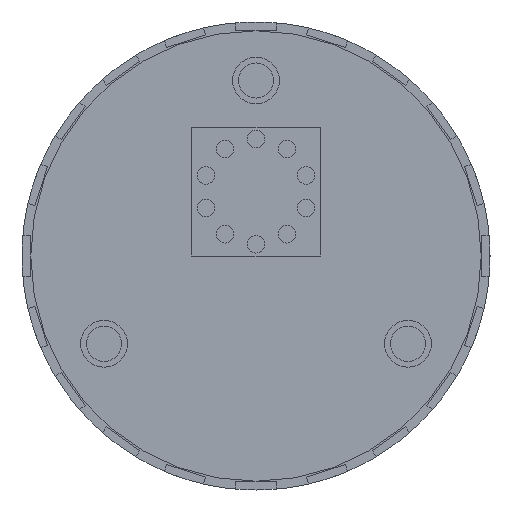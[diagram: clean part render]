
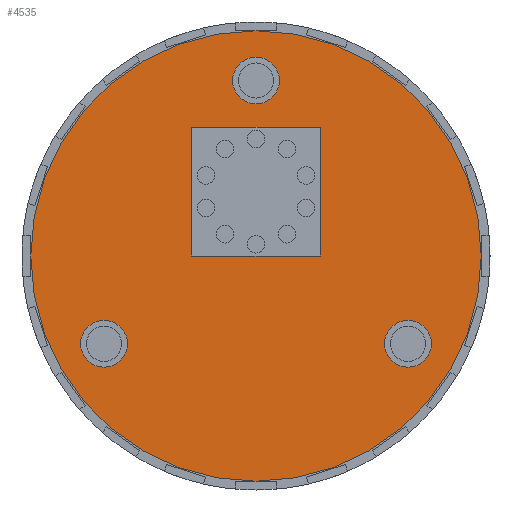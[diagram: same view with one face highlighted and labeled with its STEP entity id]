
A CAD part, front view. The second image highlights one B-rep face of the part: STEP entity #4535.
In plain terms, the highlighted planar face has unit normal (0, -1, 0).
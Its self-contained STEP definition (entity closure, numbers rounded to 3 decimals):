
#1 = CARTESIAN_POINT ( 'NONE',  ( -12.99, 0., -7.5 ) ) ;
#4 = EDGE_CURVE ( 'NONE', #4912, #4669, #6115, .T. ) ;
#6 = EDGE_CURVE ( 'NONE', #1192, #5560, #2162, .T. ) ;
#30 = ORIENTED_EDGE ( 'NONE', *, *, #2473, .F. ) ;
#68 = DIRECTION ( 'NONE',  ( 0., 0., -1. ) ) ;
#106 = ORIENTED_EDGE ( 'NONE', *, *, #2308, .F. ) ;
#132 = DIRECTION ( 'NONE',  ( 0., -1., 0. ) ) ;
#138 = VECTOR ( 'NONE', #6406, 1000. ) ;
#191 = CARTESIAN_POINT ( 'NONE',  ( 0., 0., 15. ) ) ;
#198 = EDGE_CURVE ( 'NONE', #5560, #1192, #3433, .T. ) ;
#249 = DIRECTION ( 'NONE',  ( 0., 0., -1. ) ) ;
#331 = ORIENTED_EDGE ( 'NONE', *, *, #6, .F. ) ;
#430 = VERTEX_POINT ( 'NONE', #3686 ) ;
#467 = CIRCLE ( 'NONE', #3875, 2. ) ;
#470 = CARTESIAN_POINT ( 'NONE',  ( 12.99, 0., -5.5 ) ) ;
#519 = DIRECTION ( 'NONE',  ( 0., -1., 0. ) ) ;
#600 = FACE_BOUND ( 'NONE', #4549, .T. ) ;
#618 = DIRECTION ( 'NONE',  ( 0., 1., 0. ) ) ;
#661 = DIRECTION ( 'NONE',  ( 0., 0., -1. ) ) ;
#705 = DIRECTION ( 'NONE',  ( 0., 0., -1. ) ) ;
#785 = VERTEX_POINT ( 'NONE', #2188 ) ;
#828 = AXIS2_PLACEMENT_3D ( 'NONE', #191, #3809, #705 ) ;
#834 = CARTESIAN_POINT ( 'NONE',  ( -5.5, 0., 11. ) ) ;
#909 = EDGE_CURVE ( 'NONE', #430, #3451, #3612, .T. ) ;
#1007 = VECTOR ( 'NONE', #5042, 1000. ) ;
#1112 = ORIENTED_EDGE ( 'NONE', *, *, #3239, .F. ) ;
#1192 = VERTEX_POINT ( 'NONE', #4621 ) ;
#1239 = EDGE_CURVE ( 'NONE', #785, #4352, #2568, .T. ) ;
#1404 = EDGE_LOOP ( 'NONE', ( #331, #5513 ) ) ;
#1486 = EDGE_LOOP ( 'NONE', ( #106, #1793 ) ) ;
#1627 = DIRECTION ( 'NONE',  ( 0., 0., 1. ) ) ;
#1716 = CARTESIAN_POINT ( 'NONE',  ( -5.5, 0., 11. ) ) ;
#1759 = CARTESIAN_POINT ( 'NONE',  ( -12.99, 0., -9.5 ) ) ;
#1793 = ORIENTED_EDGE ( 'NONE', *, *, #909, .F. ) ;
#1905 = DIRECTION ( 'NONE',  ( 0., 1., 0. ) ) ;
#1925 = CARTESIAN_POINT ( 'NONE',  ( 0., 0., 0. ) ) ;
#2162 = CIRCLE ( 'NONE', #4718, 19.25 ) ;
#2166 = CARTESIAN_POINT ( 'NONE',  ( 0., 0., 0. ) ) ;
#2175 = LINE ( 'NONE', #1716, #3367 ) ;
#2188 = CARTESIAN_POINT ( 'NONE',  ( 12.99, 0., -9.5 ) ) ;
#2235 = CARTESIAN_POINT ( 'NONE',  ( -5.5, 0., 11. ) ) ;
#2300 = CARTESIAN_POINT ( 'NONE',  ( 5.5, 0., 11. ) ) ;
#2308 = EDGE_CURVE ( 'NONE', #3451, #430, #6058, .T. ) ;
#2369 = ORIENTED_EDGE ( 'NONE', *, *, #4280, .F. ) ;
#2393 = LINE ( 'NONE', #5015, #1007 ) ;
#2439 = CARTESIAN_POINT ( 'NONE',  ( -12.99, 0., -5.5 ) ) ;
#2473 = EDGE_CURVE ( 'NONE', #4778, #3246, #5245, .T. ) ;
#2512 = VECTOR ( 'NONE', #4462, 1000. ) ;
#2568 = CIRCLE ( 'NONE', #5702, 2. ) ;
#2679 = PLANE ( 'NONE',  #6056 ) ;
#2694 = EDGE_LOOP ( 'NONE', ( #3857, #3876 ) ) ;
#2809 = DIRECTION ( 'NONE',  ( 0., -1., 0. ) ) ;
#2835 = ORIENTED_EDGE ( 'NONE', *, *, #3717, .F. ) ;
#2899 = CARTESIAN_POINT ( 'NONE',  ( -12.99, 0., -7.5 ) ) ;
#3197 = AXIS2_PLACEMENT_3D ( 'NONE', #1925, #1905, #1627 ) ;
#3239 = EDGE_CURVE ( 'NONE', #3246, #6201, #2175, .T. ) ;
#3246 = VERTEX_POINT ( 'NONE', #2235 ) ;
#3337 = DIRECTION ( 'NONE',  ( 0., -1., 0. ) ) ;
#3367 = VECTOR ( 'NONE', #661, 1000. ) ;
#3391 = AXIS2_PLACEMENT_3D ( 'NONE', #6449, #3337, #249 ) ;
#3410 = DIRECTION ( 'NONE',  ( 0., 0., -1. ) ) ;
#3433 = CIRCLE ( 'NONE', #3197, 19.25 ) ;
#3451 = VERTEX_POINT ( 'NONE', #6179 ) ;
#3492 = ORIENTED_EDGE ( 'NONE', *, *, #4845, .F. ) ;
#3578 = CARTESIAN_POINT ( 'NONE',  ( -5.5, 0., 0. ) ) ;
#3581 = VERTEX_POINT ( 'NONE', #3741 ) ;
#3612 = CIRCLE ( 'NONE', #3391, 2. ) ;
#3616 = CARTESIAN_POINT ( 'NONE',  ( 12.99, 0., -7.5 ) ) ;
#3686 = CARTESIAN_POINT ( 'NONE',  ( 0., 0., 17. ) ) ;
#3717 = EDGE_CURVE ( 'NONE', #3581, #4778, #5312, .T. ) ;
#3731 = ORIENTED_EDGE ( 'NONE', *, *, #4, .F. ) ;
#3741 = CARTESIAN_POINT ( 'NONE',  ( 5.5, 0., 0. ) ) ;
#3809 = DIRECTION ( 'NONE',  ( 0., -1., 0. ) ) ;
#3857 = ORIENTED_EDGE ( 'NONE', *, *, #1239, .F. ) ;
#3875 = AXIS2_PLACEMENT_3D ( 'NONE', #5902, #2809, #6422 ) ;
#3876 = ORIENTED_EDGE ( 'NONE', *, *, #5581, .F. ) ;
#4129 = DIRECTION ( 'NONE',  ( 0., 0., -1. ) ) ;
#4229 = DIRECTION ( 'NONE',  ( 0., 0., 1. ) ) ;
#4280 = EDGE_CURVE ( 'NONE', #6201, #3581, #2393, .T. ) ;
#4352 = VERTEX_POINT ( 'NONE', #470 ) ;
#4377 = AXIS2_PLACEMENT_3D ( 'NONE', #1, #132, #68 ) ;
#4462 = DIRECTION ( 'NONE',  ( -1., 0., 0. ) ) ;
#4535 = ADVANCED_FACE ( 'NONE', ( #6098, #600, #4719, #5932, #4564 ), #2679, .F. ) ;
#4549 = EDGE_LOOP ( 'NONE', ( #3492, #3731 ) ) ;
#4564 = FACE_OUTER_BOUND ( 'NONE', #1404, .T. ) ;
#4621 = CARTESIAN_POINT ( 'NONE',  ( 0., 0., -19.25 ) ) ;
#4638 = EDGE_LOOP ( 'NONE', ( #30, #2835, #2369, #1112 ) ) ;
#4669 = VERTEX_POINT ( 'NONE', #1759 ) ;
#4718 = AXIS2_PLACEMENT_3D ( 'NONE', #6686, #6591, #6619 ) ;
#4719 = FACE_BOUND ( 'NONE', #2694, .T. ) ;
#4778 = VERTEX_POINT ( 'NONE', #4916 ) ;
#4845 = EDGE_CURVE ( 'NONE', #4669, #4912, #5208, .T. ) ;
#4912 = VERTEX_POINT ( 'NONE', #2439 ) ;
#4916 = CARTESIAN_POINT ( 'NONE',  ( 5.5, 0., 11. ) ) ;
#5015 = CARTESIAN_POINT ( 'NONE',  ( -5.5, 0., 0. ) ) ;
#5042 = DIRECTION ( 'NONE',  ( 1., 0., 0. ) ) ;
#5208 = CIRCLE ( 'NONE', #5425, 2. ) ;
#5245 = LINE ( 'NONE', #834, #2512 ) ;
#5312 = LINE ( 'NONE', #2300, #138 ) ;
#5425 = AXIS2_PLACEMENT_3D ( 'NONE', #2899, #6515, #3410 ) ;
#5513 = ORIENTED_EDGE ( 'NONE', *, *, #198, .F. ) ;
#5560 = VERTEX_POINT ( 'NONE', #6401 ) ;
#5581 = EDGE_CURVE ( 'NONE', #4352, #785, #467, .T. ) ;
#5702 = AXIS2_PLACEMENT_3D ( 'NONE', #3616, #519, #4129 ) ;
#5902 = CARTESIAN_POINT ( 'NONE',  ( 12.99, 0., -7.5 ) ) ;
#5932 = FACE_BOUND ( 'NONE', #1486, .T. ) ;
#6056 = AXIS2_PLACEMENT_3D ( 'NONE', #2166, #618, #4229 ) ;
#6058 = CIRCLE ( 'NONE', #828, 2. ) ;
#6098 = FACE_BOUND ( 'NONE', #4638, .T. ) ;
#6115 = CIRCLE ( 'NONE', #4377, 2. ) ;
#6179 = CARTESIAN_POINT ( 'NONE',  ( 0., 0., 13. ) ) ;
#6201 = VERTEX_POINT ( 'NONE', #3578 ) ;
#6401 = CARTESIAN_POINT ( 'NONE',  ( 0., 0., 19.25 ) ) ;
#6406 = DIRECTION ( 'NONE',  ( 0., 0., 1. ) ) ;
#6422 = DIRECTION ( 'NONE',  ( 0., 0., -1. ) ) ;
#6449 = CARTESIAN_POINT ( 'NONE',  ( 0., 0., 15. ) ) ;
#6515 = DIRECTION ( 'NONE',  ( 0., -1., 0. ) ) ;
#6591 = DIRECTION ( 'NONE',  ( 0., 1., 0. ) ) ;
#6619 = DIRECTION ( 'NONE',  ( 0., 0., 1. ) ) ;
#6686 = CARTESIAN_POINT ( 'NONE',  ( 0., 0., 0. ) ) ;
